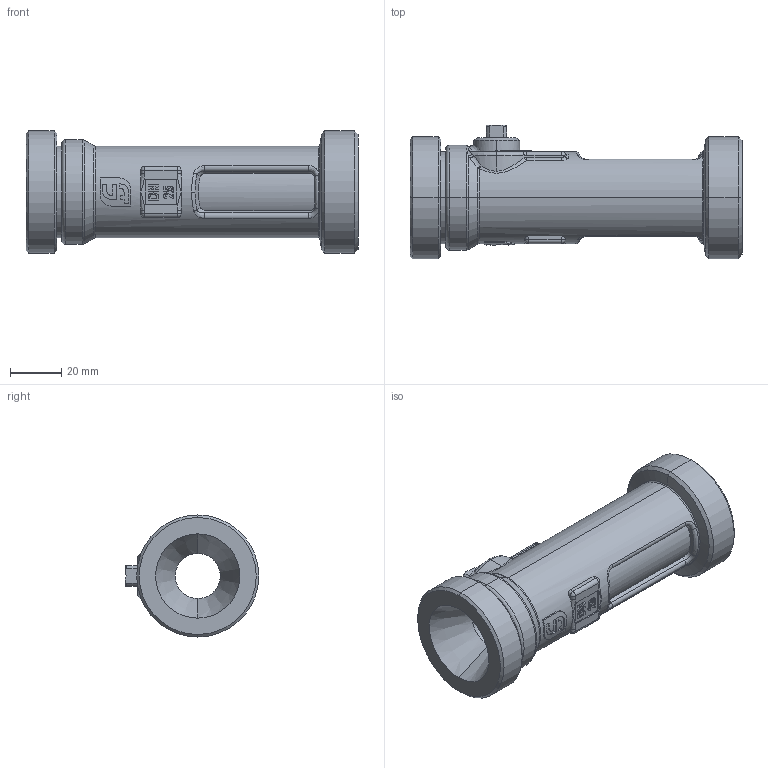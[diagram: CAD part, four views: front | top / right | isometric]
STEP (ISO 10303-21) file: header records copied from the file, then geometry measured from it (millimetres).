
FILE_DESCRIPTION (( 'STEP AP214' ), '1' );
FILE_NAME ('223.7467.000.STEP', '2019-06-18T07:52:24', ( '' ), ( '' ), 'SwSTEP 2.0', 'SolidWorks 2016', '' );
FILE_SCHEMA (( 'AUTOMOTIVE_DESIGN' ));
Length unit declared in the file: millimetre
Products named in the file (1): 223.7467.000
Bounding box: 130 x 52.3 x 47.8 mm (x, y, z)
Volume: 113987.5 mm3; surface area: 29447.8 mm2
Topology: 1 solids, 6 shells, 508 faces, 1305 edges, 823 vertices
Faces by surface type: plane 229, bspline 114, cylinder 102, torus 29, cone 25, sphere 9
Entity records: 25905 total; most frequent: CARTESIAN_POINT 8893, ORIENTED_EDGE 2582, DIRECTION 2115, EDGE_CURVE 1291, VERTEX_POINT 823, AXIS2_PLACEMENT_3D 717, LINE 681, VECTOR 681
